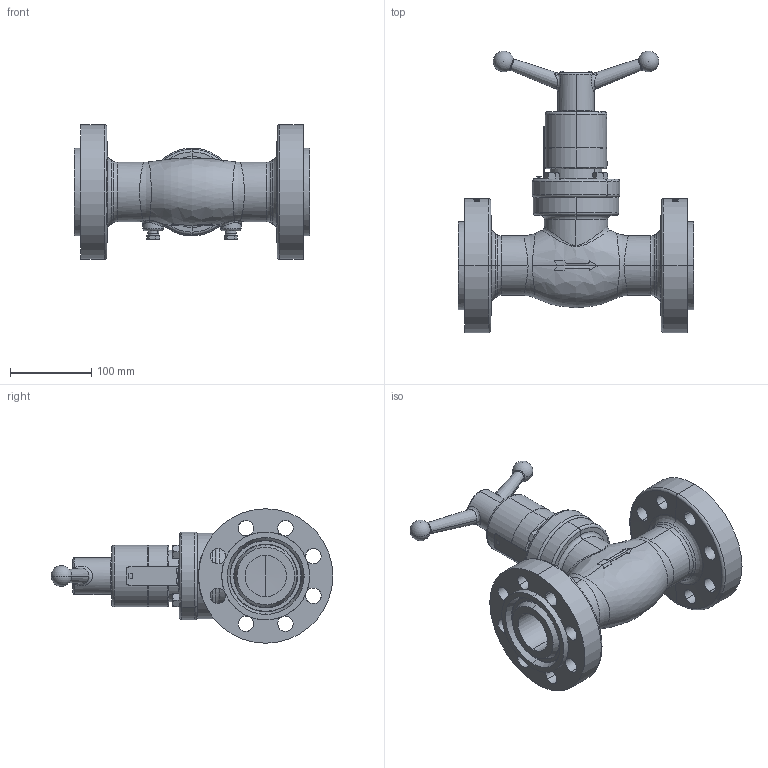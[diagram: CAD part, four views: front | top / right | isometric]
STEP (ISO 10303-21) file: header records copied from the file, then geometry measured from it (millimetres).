
FILE_DESCRIPTION (( 'STEP AP214' ), '1' );
FILE_NAME ('2 INCH FMVT 600RTJ (EEU).STEP', '2019-04-25T14:14:45', ( '' ), ( '' ), 'SwSTEP 2.0', 'SolidWorks 2018', '' );
FILE_SCHEMA (( 'AUTOMOTIVE_DESIGN' ));
Length unit declared in the file: inch
Products named in the file (1): 2 INCH FMVT 600RTJ (EEU)
Bounding box: 288.93 x 346.19 x 165.1 mm (x, y, z)
Volume: 3140502.2 mm3; surface area: 316708 mm2
Topology: 2 solids, 2 shells, 1551 faces, 4095 edges, 2639 vertices
Faces by surface type: plane 736, bspline 413, cylinder 220, cone 102, torus 64, sphere 16
Entity records: 88127 total; most frequent: CARTESIAN_POINT 49457, ORIENTED_EDGE 8142, DIRECTION 5362, EDGE_CURVE 4071, VERTEX_POINT 2633, LINE 1854, VECTOR 1854, AXIS2_PLACEMENT_3D 1754
